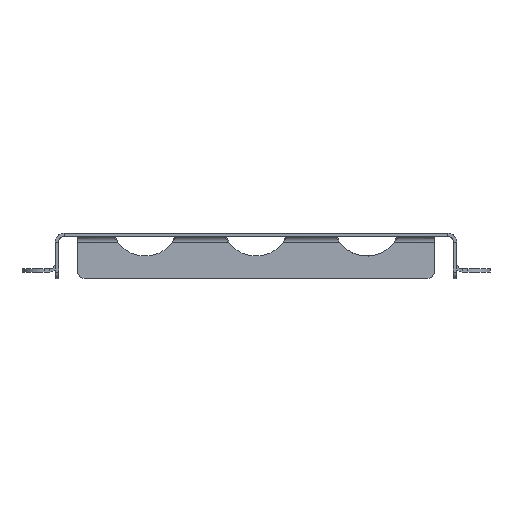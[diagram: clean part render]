
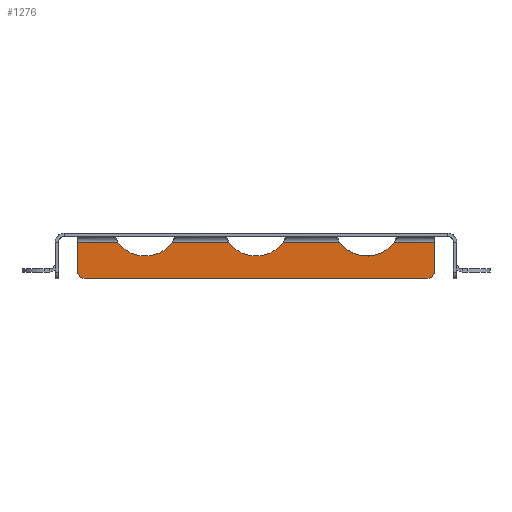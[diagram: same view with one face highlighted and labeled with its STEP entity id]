
A CAD part, front view. The second image highlights one B-rep face of the part: STEP entity #1276.
In plain terms, the highlighted planar face has unit normal (0, -1, 0).
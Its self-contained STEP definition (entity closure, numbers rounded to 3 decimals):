
#774=AXIS2_PLACEMENT_3D('Circle Axis2P3D',#772,#773,$) ;
#877=AXIS2_PLACEMENT_3D('Circle Axis2P3D',#875,#876,$) ;
#1138=AXIS2_PLACEMENT_3D('Circle Axis2P3D',#1136,#1137,$) ;
#1226=AXIS2_PLACEMENT_3D('Plane Axis2P3D',#1223,#1224,#1225) ;
#1240=AXIS2_PLACEMENT_3D('Circle Axis2P3D',#1238,#1239,$) ;
#1252=AXIS2_PLACEMENT_3D('Circle Axis2P3D',#1250,#1251,$) ;
#772=CARTESIAN_POINT('Axis2P3D Location',(-105.5,-1.5,25.2)) ;
#776=CARTESIAN_POINT('Vertex',(-93.281,-1.5,16.5)) ;
#778=CARTESIAN_POINT('Vertex',(-117.719,-1.5,16.5)) ;
#816=CARTESIAN_POINT('Vertex',(-186.,-1.5,16.5)) ;
#832=CARTESIAN_POINT('Vertex',(-186.,-1.5,3.2)) ;
#835=CARTESIAN_POINT('Line Origine',(-186.,-1.5,9.85)) ;
#856=CARTESIAN_POINT('Vertex',(-143.281,-1.5,16.5)) ;
#872=CARTESIAN_POINT('Vertex',(-167.719,-1.5,16.5)) ;
#875=CARTESIAN_POINT('Axis2P3D Location',(-155.5,-1.5,25.2)) ;
#892=CARTESIAN_POINT('Line Origine',(-105.5,-1.5,0.2)) ;
#896=CARTESIAN_POINT('Vertex',(-28.,-1.5,0.2)) ;
#898=CARTESIAN_POINT('Vertex',(-183.,-1.5,0.2)) ;
#932=CARTESIAN_POINT('Line Origine',(-25.,-1.5,9.85)) ;
#936=CARTESIAN_POINT('Vertex',(-25.,-1.5,3.2)) ;
#938=CARTESIAN_POINT('Vertex',(-25.,-1.5,16.5)) ;
#1136=CARTESIAN_POINT('Axis2P3D Location',(-183.,-1.5,3.2)) ;
#1223=CARTESIAN_POINT('Axis2P3D Location',(-194.5,-1.5,19.)) ;
#1228=CARTESIAN_POINT('Line Origine',(-130.5,-1.5,16.5)) ;
#1233=CARTESIAN_POINT('Line Origine',(-176.86,-1.5,16.5)) ;
#1238=CARTESIAN_POINT('Axis2P3D Location',(-28.,-1.5,3.2)) ;
#1243=CARTESIAN_POINT('Line Origine',(-34.14,-1.5,16.5)) ;
#1247=CARTESIAN_POINT('Vertex',(-43.281,-1.5,16.5)) ;
#1250=CARTESIAN_POINT('Axis2P3D Location',(-55.5,-1.5,25.2)) ;
#1254=CARTESIAN_POINT('Vertex',(-67.719,-1.5,16.5)) ;
#1257=CARTESIAN_POINT('Line Origine',(-80.5,-1.5,16.5)) ;
#773=DIRECTION('Axis2P3D Direction',(0.,1.,-0.)) ;
#836=DIRECTION('Vector Direction',(0.,0.,1.)) ;
#876=DIRECTION('Axis2P3D Direction',(0.,1.,-0.)) ;
#893=DIRECTION('Vector Direction',(-1.,0.,0.)) ;
#933=DIRECTION('Vector Direction',(0.,0.,1.)) ;
#1137=DIRECTION('Axis2P3D Direction',(0.,1.,-0.)) ;
#1224=DIRECTION('Axis2P3D Direction',(0.,1.,-0.)) ;
#1225=DIRECTION('Axis2P3D XDirection',(-1.,0.,0.)) ;
#1229=DIRECTION('Vector Direction',(-1.,0.,0.)) ;
#1234=DIRECTION('Vector Direction',(-1.,0.,0.)) ;
#1239=DIRECTION('Axis2P3D Direction',(0.,1.,-0.)) ;
#1244=DIRECTION('Vector Direction',(-1.,0.,0.)) ;
#1251=DIRECTION('Axis2P3D Direction',(0.,1.,-0.)) ;
#1258=DIRECTION('Vector Direction',(-1.,0.,0.)) ;
#837=VECTOR('Line Direction',#836,1.) ;
#894=VECTOR('Line Direction',#893,1.) ;
#934=VECTOR('Line Direction',#933,1.) ;
#1230=VECTOR('Line Direction',#1229,1.) ;
#1235=VECTOR('Line Direction',#1234,1.) ;
#1245=VECTOR('Line Direction',#1244,1.) ;
#1259=VECTOR('Line Direction',#1258,1.) ;
#1263=ORIENTED_EDGE('',*,*,#1232,.T.) ;
#1264=ORIENTED_EDGE('',*,*,#879,.T.) ;
#1265=ORIENTED_EDGE('',*,*,#1237,.T.) ;
#1266=ORIENTED_EDGE('',*,*,#839,.F.) ;
#1267=ORIENTED_EDGE('',*,*,#1140,.F.) ;
#1268=ORIENTED_EDGE('',*,*,#900,.F.) ;
#1269=ORIENTED_EDGE('',*,*,#1242,.F.) ;
#1270=ORIENTED_EDGE('',*,*,#940,.T.) ;
#1271=ORIENTED_EDGE('',*,*,#1249,.T.) ;
#1272=ORIENTED_EDGE('',*,*,#1256,.T.) ;
#1273=ORIENTED_EDGE('',*,*,#1261,.T.) ;
#1274=ORIENTED_EDGE('',*,*,#780,.T.) ;
#1276=ADVANCED_FACE('Koerper.2',(#1275),#1227,.F.) ;
#775=CIRCLE('generated circle',#774,15.) ;
#878=CIRCLE('generated circle',#877,15.) ;
#1139=CIRCLE('generated circle',#1138,3.) ;
#1241=CIRCLE('generated circle',#1240,3.) ;
#1253=CIRCLE('generated circle',#1252,15.) ;
#780=EDGE_CURVE('',#777,#779,#775,.T.) ;
#839=EDGE_CURVE('',#833,#817,#838,.T.) ;
#879=EDGE_CURVE('',#857,#873,#878,.T.) ;
#900=EDGE_CURVE('',#897,#899,#895,.T.) ;
#940=EDGE_CURVE('',#937,#939,#935,.T.) ;
#1140=EDGE_CURVE('',#899,#833,#1139,.T.) ;
#1232=EDGE_CURVE('',#779,#857,#1231,.T.) ;
#1237=EDGE_CURVE('',#873,#817,#1236,.T.) ;
#1242=EDGE_CURVE('',#937,#897,#1241,.T.) ;
#1249=EDGE_CURVE('',#939,#1248,#1246,.T.) ;
#1256=EDGE_CURVE('',#1248,#1255,#1253,.T.) ;
#1261=EDGE_CURVE('',#1255,#777,#1260,.T.) ;
#1262=EDGE_LOOP('',(#1263,#1264,#1265,#1266,#1267,#1268,#1269,#1270,#1271,#1272,#1273,#1274)) ;
#1275=FACE_OUTER_BOUND('',#1262,.T.) ;
#838=LINE('Line',#835,#837) ;
#895=LINE('Line',#892,#894) ;
#935=LINE('Line',#932,#934) ;
#1231=LINE('Line',#1228,#1230) ;
#1236=LINE('Line',#1233,#1235) ;
#1246=LINE('Line',#1243,#1245) ;
#1260=LINE('Line',#1257,#1259) ;
#1227=PLANE('',#1226) ;
#777=VERTEX_POINT('',#776) ;
#779=VERTEX_POINT('',#778) ;
#817=VERTEX_POINT('',#816) ;
#833=VERTEX_POINT('',#832) ;
#857=VERTEX_POINT('',#856) ;
#873=VERTEX_POINT('',#872) ;
#897=VERTEX_POINT('',#896) ;
#899=VERTEX_POINT('',#898) ;
#937=VERTEX_POINT('',#936) ;
#939=VERTEX_POINT('',#938) ;
#1248=VERTEX_POINT('',#1247) ;
#1255=VERTEX_POINT('',#1254) ;
